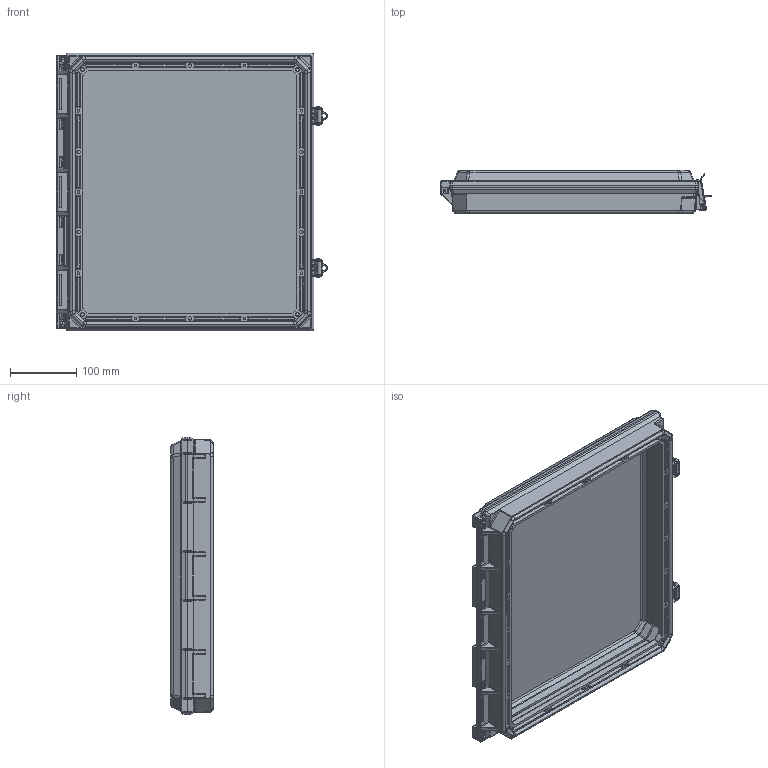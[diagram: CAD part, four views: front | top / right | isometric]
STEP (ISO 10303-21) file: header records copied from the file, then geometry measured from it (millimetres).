
FILE_DESCRIPTION (( 'STEP AP214' ), '1' );
FILE_NAME ('H-X-YE7_3D.STEP', '2020-10-16T13:57:45', ( '' ), ( '' ), 'SwSTEP 2.0', 'SolidWorks 2019', '' );
FILE_SCHEMA (( 'AUTOMOTIVE_DESIGN' ));
Length unit declared in the file: inch
Products named in the file (18): WF164_box; 3374200; WU1648CX; WGU164CX; 70-HMISSLCH316 14380-5; 70-HPIN16316; WF164_FIP Profile; 70-HMISSLCH316_Installed Position; WGF164; H-X-YE7_3D; 70-HMISSLCH316 14380-3; 2414001_part; 70-HMISSLCH316 14380-1; 2414001_FIP POLYURETHANE GASKET; 70-HMISSLCH316 14380-2; 2414200; 70-HMISSLCH316_Installed Position_2; 70-HMISSLCH316 14380-4
Assembly tree (24 placements, depth 4):
  H-X-YE7_3D
    WGF164
      WF164_box
      3374200
        WF164_FIP Profile
    70-HPIN16316
    70-HMISSLCH316_Installed Position
      70-HMISSLCH316 14380-1
      70-HMISSLCH316 14380-2
      70-HMISSLCH316 14380-3
      70-HMISSLCH316 14380-4
      70-HMISSLCH316 14380-5  x2
    70-HMISSLCH316_Installed Position_2
      70-HMISSLCH316 14380-1
      70-HMISSLCH316 14380-2
      70-HMISSLCH316 14380-3
      70-HMISSLCH316 14380-4
      70-HMISSLCH316 14380-5  x2
    WGU164CX
      WU1648CX
        2414001_part
      2414200
        2414001_FIP POLYURETHANE GASKET
Bounding box: 408.65 x 64.46 x 419.1 mm (x, y, z)
Volume: 2948287.9 mm3; surface area: 1346397.1 mm2
Topology: 20 solids, 20 shells, 5794 faces, 14346 edges, 8824 vertices
Faces by surface type: plane 2173, bspline 1848, cylinder 1569, cone 204
Entity records: 301641 total; most frequent: CARTESIAN_POINT 108686, ORIENTED_EDGE 27856, DIRECTION 19884, EDGE_CURVE 13928, VERTEX_POINT 8570, VECTOR 7414, LINE 7414, AXIS2_PLACEMENT_3D 6235
